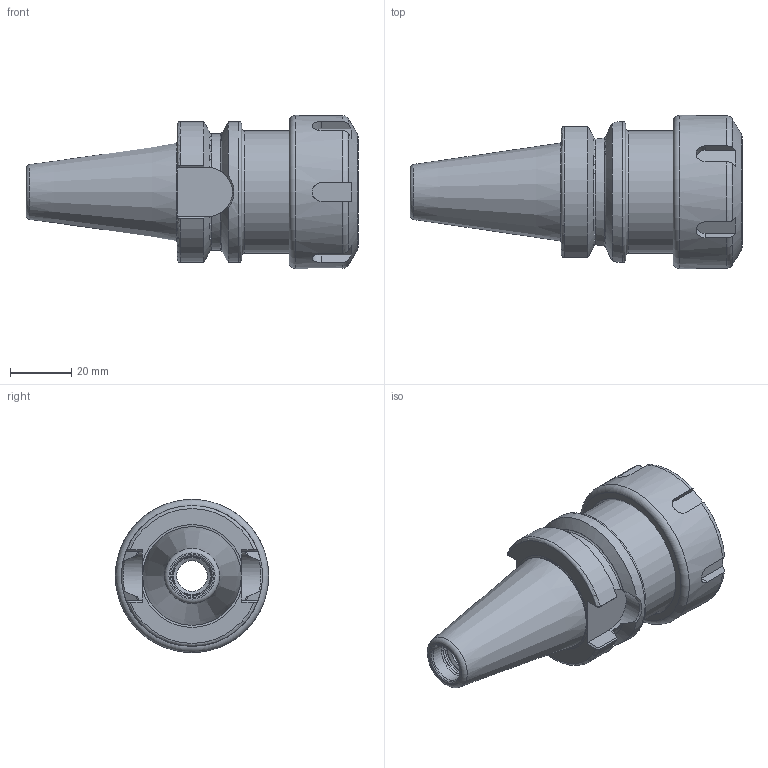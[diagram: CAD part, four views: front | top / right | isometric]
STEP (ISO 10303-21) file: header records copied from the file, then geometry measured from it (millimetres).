
FILE_DESCRIPTION(/* description */ (''),/* implementation_level */ '2;1');
FILE_NAME(/* name */ 'DBT30-ER32-060.stp',/* time_stamp */ '2019-05-02T10:13:39-05:00',/* author */ ('Lee'),/* organization */ (''),/* preprocessor_version */ 'ST-DEVELOPER v18',/* originating_system */ 'Autodesk Inventor LT',/* authorisation */ '');
FILE_SCHEMA (('AUTOMOTIVE_DESIGN { 1 0 10303 214 3 1 1 }'));
Length unit declared in the file: millimetre
Products named in the file (1): DBT30-ER32-060
Bounding box: 108.4 x 50 x 50 mm (x, y, z)
Volume: 66648.1 mm3; surface area: 26768.8 mm2
Topology: 2 solids, 2 shells, 122 faces, 370 edges, 257 vertices
Faces by surface type: plane 47, torus 25, cylinder 24, cone 16, bspline 10
Full cylindrical faces by diameter (mm): 10.106 x1, 12.5 x1, 13.1 x1, 22.098 x1, 24 x1, 31.987 x1, 36.2 x1, 38.376 x1, 40 x1, 41 x1, 46 x1, 50 x1
Entity records: 4956 total; most frequent: CARTESIAN_POINT 1655, ORIENTED_EDGE 740, DIRECTION 656, EDGE_CURVE 370, AXIS2_PLACEMENT_3D 272, VERTEX_POINT 257, CIRCLE 159, EDGE_LOOP 131
